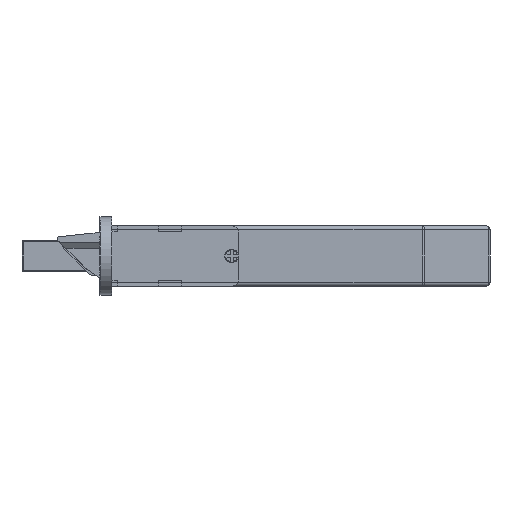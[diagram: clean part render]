
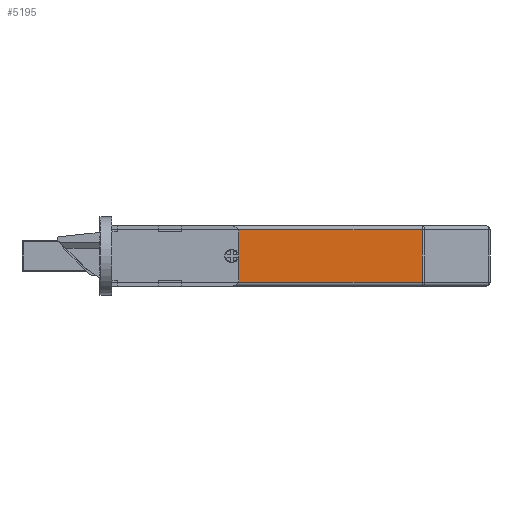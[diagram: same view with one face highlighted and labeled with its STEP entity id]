
A CAD part, front view. The second image highlights one B-rep face of the part: STEP entity #5195.
In plain terms, the highlighted planar face has unit normal (0, -1, 0).
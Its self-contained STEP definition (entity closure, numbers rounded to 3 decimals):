
#428 = DIRECTION ( 'NONE',  ( 1., 0., 0. ) ) ;
#774 = CIRCLE ( 'NONE', #2054, 1.75 ) ;
#1112 = CARTESIAN_POINT ( 'NONE',  ( 44.75, -14.7, 6. ) ) ;
#1182 = CARTESIAN_POINT ( 'NONE',  ( 14., -14.7, 12.75 ) ) ;
#1224 = ORIENTED_EDGE ( 'NONE', *, *, #8695, .T. ) ;
#1307 = CARTESIAN_POINT ( 'NONE',  ( 44.75, -14.7, 4.25 ) ) ;
#1353 = VERTEX_POINT ( 'NONE', #1398 ) ;
#1396 = LINE ( 'NONE', #6630, #6214 ) ;
#1398 = CARTESIAN_POINT ( 'NONE',  ( 44.75, -14.7, 7.75 ) ) ;
#1567 = FACE_BOUND ( 'NONE', #4708, .T. ) ;
#1718 = EDGE_CURVE ( 'NONE', #1353, #4028, #774, .T. ) ;
#1810 = DIRECTION ( 'NONE',  ( 0., 0., -1. ) ) ;
#1975 = DIRECTION ( 'NONE',  ( 0., 0., -1. ) ) ;
#2054 = AXIS2_PLACEMENT_3D ( 'NONE', #1112, #11389, #1975 ) ;
#2308 = PLANE ( 'NONE',  #3730 ) ;
#2556 = VECTOR ( 'NONE', #6179, 1000. ) ;
#2663 = CARTESIAN_POINT ( 'NONE',  ( 44.75, -14.7, 6. ) ) ;
#3055 = ORIENTED_EDGE ( 'NONE', *, *, #7174, .F. ) ;
#3227 = DIRECTION ( 'NONE',  ( 0., -1., 0. ) ) ;
#3286 = CARTESIAN_POINT ( 'NONE',  ( 14., -14.7, -1.75 ) ) ;
#3694 = CARTESIAN_POINT ( 'NONE',  ( 93.586, -14.7, 12.75 ) ) ;
#3730 = AXIS2_PLACEMENT_3D ( 'NONE', #3286, #3227, #11271 ) ;
#4028 = VERTEX_POINT ( 'NONE', #1307 ) ;
#4145 = CARTESIAN_POINT ( 'NONE',  ( 14., -14.7, 12.75 ) ) ;
#4245 = ORIENTED_EDGE ( 'NONE', *, *, #10076, .T. ) ;
#4474 = CARTESIAN_POINT ( 'NONE',  ( 93.586, -14.7, -1.75 ) ) ;
#4617 = CARTESIAN_POINT ( 'NONE',  ( 14., -14.7, -1.75 ) ) ;
#4707 = CARTESIAN_POINT ( 'NONE',  ( 14., -14.7, -0.75 ) ) ;
#4708 = EDGE_LOOP ( 'NONE', ( #3055, #6357 ) ) ;
#5195 = ADVANCED_FACE ( 'NONE', ( #1567, #6625 ), #2308, .T. ) ;
#5667 = CIRCLE ( 'NONE', #8635, 1.75 ) ;
#5899 = VERTEX_POINT ( 'NONE', #4145 ) ;
#6167 = DIRECTION ( 'NONE',  ( 0., -1., 0. ) ) ;
#6179 = DIRECTION ( 'NONE',  ( 0., 0., 1. ) ) ;
#6214 = VECTOR ( 'NONE', #428, 1000. ) ;
#6357 = ORIENTED_EDGE ( 'NONE', *, *, #1718, .F. ) ;
#6414 = DIRECTION ( 'NONE',  ( -1., 0., 0. ) ) ;
#6625 = FACE_OUTER_BOUND ( 'NONE', #9454, .T. ) ;
#6630 = CARTESIAN_POINT ( 'NONE',  ( 94., -14.7, -0.75 ) ) ;
#6806 = EDGE_CURVE ( 'NONE', #9673, #5899, #10720, .T. ) ;
#7027 = CARTESIAN_POINT ( 'NONE',  ( 93.586, -14.7, -0.75 ) ) ;
#7174 = EDGE_CURVE ( 'NONE', #4028, #1353, #5667, .T. ) ;
#7244 = DIRECTION ( 'NONE',  ( 0., 0., 1. ) ) ;
#7274 = VERTEX_POINT ( 'NONE', #7027 ) ;
#7440 = VECTOR ( 'NONE', #7244, 1000. ) ;
#7821 = ORIENTED_EDGE ( 'NONE', *, *, #6806, .F. ) ;
#7887 = VECTOR ( 'NONE', #6414, 1000. ) ;
#7954 = LINE ( 'NONE', #4474, #7440 ) ;
#8285 = ORIENTED_EDGE ( 'NONE', *, *, #8787, .T. ) ;
#8635 = AXIS2_PLACEMENT_3D ( 'NONE', #2663, #6167, #1810 ) ;
#8648 = VERTEX_POINT ( 'NONE', #3694 ) ;
#8695 = EDGE_CURVE ( 'NONE', #8648, #5899, #9007, .T. ) ;
#8787 = EDGE_CURVE ( 'NONE', #9673, #7274, #1396, .T. ) ;
#9007 = LINE ( 'NONE', #1182, #7887 ) ;
#9454 = EDGE_LOOP ( 'NONE', ( #7821, #8285, #4245, #1224 ) ) ;
#9673 = VERTEX_POINT ( 'NONE', #4707 ) ;
#10076 = EDGE_CURVE ( 'NONE', #7274, #8648, #7954, .T. ) ;
#10720 = LINE ( 'NONE', #4617, #2556 ) ;
#11271 = DIRECTION ( 'NONE',  ( 1., 0., 0. ) ) ;
#11389 = DIRECTION ( 'NONE',  ( 0., -1., 0. ) ) ;
